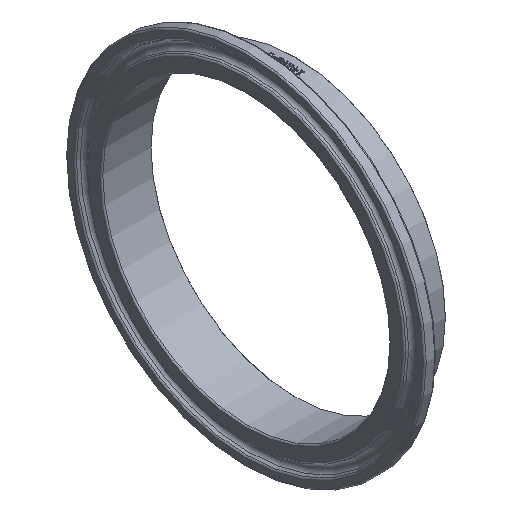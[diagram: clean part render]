
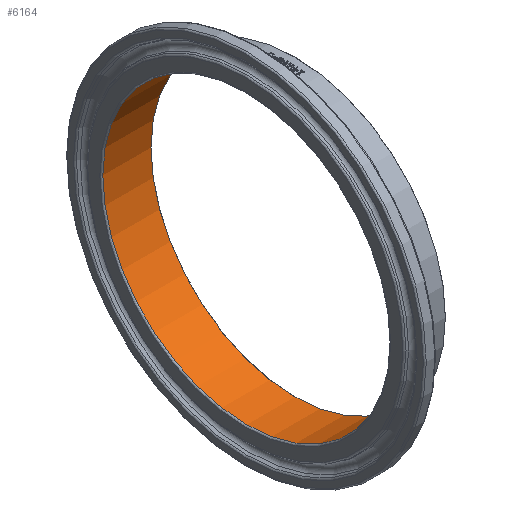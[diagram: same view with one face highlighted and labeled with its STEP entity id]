
A CAD part, isometric view. The second image highlights one B-rep face of the part: STEP entity #6164.
In plain terms, the highlighted cylindrical face has radius 36.449 mm (diameter 72.898 mm), a full revolution.
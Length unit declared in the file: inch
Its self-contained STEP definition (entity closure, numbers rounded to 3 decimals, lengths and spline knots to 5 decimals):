
#101=FACE_BOUND('',#1125,.T.);
#745=FACE_OUTER_BOUND('',#1124,.T.);
#1124=EDGE_LOOP('',(#5743));
#1125=EDGE_LOOP('',(#5744));
#2130=CIRCLE('',#6550,1.435);
#2132=CIRCLE('',#6554,1.435);
#3036=VERTEX_POINT('',#13530);
#3038=VERTEX_POINT('',#13536);
#3945=EDGE_CURVE('',#3036,#3036,#2130,.T.);
#3947=EDGE_CURVE('',#3038,#3038,#2132,.T.);
#5743=ORIENTED_EDGE('',*,*,#3947,.F.);
#5744=ORIENTED_EDGE('',*,*,#3945,.F.);
#5809=CYLINDRICAL_SURFACE('',#6553,1.435);
#6164=ADVANCED_FACE('',(#745,#101),#5809,.F.);
#6550=AXIS2_PLACEMENT_3D('',#13531,#7733,#7734);
#6553=AXIS2_PLACEMENT_3D('',#13535,#7739,#7740);
#6554=AXIS2_PLACEMENT_3D('',#13537,#7741,#7742);
#7733=DIRECTION('center_axis',(-1.,0.,0.));
#7734=DIRECTION('ref_axis',(0.,-1.,0.));
#7739=DIRECTION('center_axis',(1.,0.,0.));
#7740=DIRECTION('ref_axis',(0.,1.,0.));
#7741=DIRECTION('center_axis',(1.,0.,0.));
#7742=DIRECTION('ref_axis',(0.,-1.,0.));
#13530=CARTESIAN_POINT('',(0.495,1.435,0.));
#13531=CARTESIAN_POINT('Origin',(0.495,0.,0.));
#13535=CARTESIAN_POINT('Origin',(0.2655,0.,0.));
#13536=CARTESIAN_POINT('',(0.015,1.435,0.));
#13537=CARTESIAN_POINT('Origin',(0.015,0.,0.));
